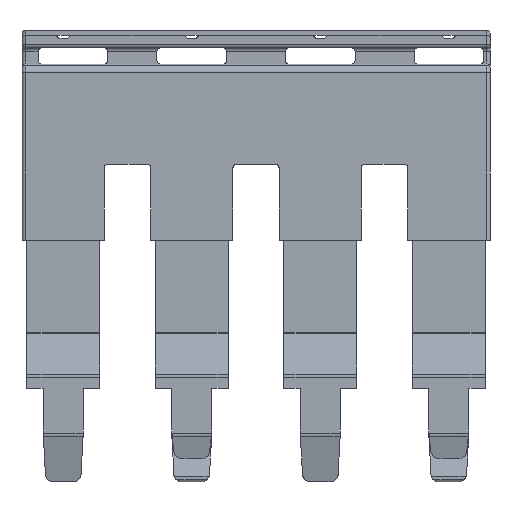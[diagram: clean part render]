
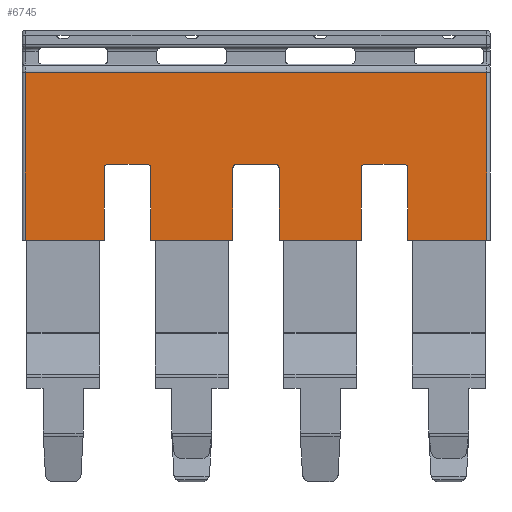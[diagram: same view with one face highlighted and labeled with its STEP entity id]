
A CAD part, front view. The second image highlights one B-rep face of the part: STEP entity #6745.
In plain terms, the highlighted planar face has unit normal (0, -1, 0).
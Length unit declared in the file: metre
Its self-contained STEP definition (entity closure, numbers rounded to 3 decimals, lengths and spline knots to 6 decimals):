
#155=CIRCLE('',#7272,0.0002);
#156=CIRCLE('',#7273,0.0002);
#157=CIRCLE('',#7274,0.0002);
#158=CIRCLE('',#7275,0.0002);
#159=CIRCLE('',#7276,0.0002);
#160=CIRCLE('',#7277,0.0002);
#576=FACE_OUTER_BOUND('',#944,.T.);
#944=EDGE_LOOP('',(#4969,#4970,#4971,#4972,#4973,#4974,#4975,#4976,#4977,
#4978,#4979,#4980,#4981,#4982,#4983,#4984,#4985,#4986,#4987,#4988,#4989,
#4990));
#1344=LINE('',#10125,#2042);
#1440=LINE('',#10492,#2138);
#1578=LINE('',#10980,#2276);
#1604=LINE('',#11061,#2302);
#1655=LINE('',#11171,#2353);
#1656=LINE('',#11175,#2354);
#1657=LINE('',#11176,#2355);
#1658=LINE('',#11178,#2356);
#1659=LINE('',#11182,#2357);
#1660=LINE('',#11185,#2358);
#1661=LINE('',#11187,#2359);
#1662=LINE('',#11191,#2360);
#1663=LINE('',#11194,#2361);
#1664=LINE('',#11196,#2362);
#1665=LINE('',#11200,#2363);
#1666=LINE('',#11203,#2364);
#2042=VECTOR('',#7921,0.0049);
#2138=VECTOR('',#8123,0.0051);
#2276=VECTOR('',#8441,0.0051);
#2302=VECTOR('',#8529,0.0049);
#2353=VECTOR('',#8638,0.02855);
#2354=VECTOR('',#8645,0.01038);
#2355=VECTOR('',#8646,0.01038);
#2356=VECTOR('',#8647,0.0045);
#2357=VECTOR('',#8650,0.00245);
#2358=VECTOR('',#8653,0.0045);
#2359=VECTOR('',#8654,0.0045);
#2360=VECTOR('',#8657,0.00245);
#2361=VECTOR('',#8660,0.0045);
#2362=VECTOR('',#8661,0.0045);
#2363=VECTOR('',#8664,0.00245);
#2364=VECTOR('',#8667,0.0045);
#2793=VERTEX_POINT('',#10122);
#2794=VERTEX_POINT('',#10124);
#2898=VERTEX_POINT('',#10486);
#2900=VERTEX_POINT('',#10490);
#3046=VERTEX_POINT('',#10974);
#3048=VERTEX_POINT('',#10978);
#3071=VERTEX_POINT('',#11059);
#3072=VERTEX_POINT('',#11060);
#3101=VERTEX_POINT('',#11169);
#3102=VERTEX_POINT('',#11170);
#3103=VERTEX_POINT('',#11177);
#3104=VERTEX_POINT('',#11179);
#3105=VERTEX_POINT('',#11181);
#3106=VERTEX_POINT('',#11183);
#3107=VERTEX_POINT('',#11186);
#3108=VERTEX_POINT('',#11188);
#3109=VERTEX_POINT('',#11190);
#3110=VERTEX_POINT('',#11192);
#3111=VERTEX_POINT('',#11195);
#3112=VERTEX_POINT('',#11197);
#3113=VERTEX_POINT('',#11199);
#3114=VERTEX_POINT('',#11201);
#3415=EDGE_CURVE('',#2793,#2794,#1344,.T.);
#3546=EDGE_CURVE('',#2900,#2898,#1440,.T.);
#3738=EDGE_CURVE('',#3048,#3046,#1578,.T.);
#3780=EDGE_CURVE('',#3071,#3072,#1604,.T.);
#3849=EDGE_CURVE('',#3101,#3102,#1655,.T.);
#3852=EDGE_CURVE('',#2793,#3101,#1656,.T.);
#3853=EDGE_CURVE('',#3102,#3072,#1657,.T.);
#3854=EDGE_CURVE('',#3071,#3103,#1658,.T.);
#3855=EDGE_CURVE('',#3103,#3104,#155,.T.);
#3856=EDGE_CURVE('',#3104,#3105,#1659,.T.);
#3857=EDGE_CURVE('',#3105,#3106,#156,.T.);
#3858=EDGE_CURVE('',#3106,#3046,#1660,.T.);
#3859=EDGE_CURVE('',#3048,#3107,#1661,.T.);
#3860=EDGE_CURVE('',#3107,#3108,#157,.T.);
#3861=EDGE_CURVE('',#3108,#3109,#1662,.T.);
#3862=EDGE_CURVE('',#3109,#3110,#158,.T.);
#3863=EDGE_CURVE('',#3110,#2898,#1663,.T.);
#3864=EDGE_CURVE('',#2900,#3111,#1664,.T.);
#3865=EDGE_CURVE('',#3111,#3112,#159,.T.);
#3866=EDGE_CURVE('',#3112,#3113,#1665,.T.);
#3867=EDGE_CURVE('',#3113,#3114,#160,.T.);
#3868=EDGE_CURVE('',#3114,#2794,#1666,.T.);
#4969=ORIENTED_EDGE('',*,*,#3415,.F.);
#4970=ORIENTED_EDGE('',*,*,#3852,.T.);
#4971=ORIENTED_EDGE('',*,*,#3849,.T.);
#4972=ORIENTED_EDGE('',*,*,#3853,.T.);
#4973=ORIENTED_EDGE('',*,*,#3780,.F.);
#4974=ORIENTED_EDGE('',*,*,#3854,.T.);
#4975=ORIENTED_EDGE('',*,*,#3855,.T.);
#4976=ORIENTED_EDGE('',*,*,#3856,.T.);
#4977=ORIENTED_EDGE('',*,*,#3857,.T.);
#4978=ORIENTED_EDGE('',*,*,#3858,.T.);
#4979=ORIENTED_EDGE('',*,*,#3738,.F.);
#4980=ORIENTED_EDGE('',*,*,#3859,.T.);
#4981=ORIENTED_EDGE('',*,*,#3860,.T.);
#4982=ORIENTED_EDGE('',*,*,#3861,.T.);
#4983=ORIENTED_EDGE('',*,*,#3862,.T.);
#4984=ORIENTED_EDGE('',*,*,#3863,.T.);
#4985=ORIENTED_EDGE('',*,*,#3546,.F.);
#4986=ORIENTED_EDGE('',*,*,#3864,.T.);
#4987=ORIENTED_EDGE('',*,*,#3865,.T.);
#4988=ORIENTED_EDGE('',*,*,#3866,.T.);
#4989=ORIENTED_EDGE('',*,*,#3867,.T.);
#4990=ORIENTED_EDGE('',*,*,#3868,.T.);
#6102=PLANE('',#7271);
#6745=ADVANCED_FACE('',(#576),#6102,.F.);
#7271=AXIS2_PLACEMENT_3D('',#11174,#8643,#8644);
#7272=AXIS2_PLACEMENT_3D('',#11180,#8648,#8649);
#7273=AXIS2_PLACEMENT_3D('',#11184,#8651,#8652);
#7274=AXIS2_PLACEMENT_3D('',#11189,#8655,#8656);
#7275=AXIS2_PLACEMENT_3D('',#11193,#8658,#8659);
#7276=AXIS2_PLACEMENT_3D('',#11198,#8662,#8663);
#7277=AXIS2_PLACEMENT_3D('',#11202,#8665,#8666);
#7921=DIRECTION('',(-1.,0.,0.));
#8123=DIRECTION('',(-1.,0.,0.));
#8441=DIRECTION('',(-1.,0.,0.));
#8529=DIRECTION('',(-1.,0.,0.));
#8638=DIRECTION('',(-1.,0.,0.));
#8643=DIRECTION('center_axis',(0.,1.,0.));
#8644=DIRECTION('ref_axis',(0.,0.,1.));
#8645=DIRECTION('',(0.,0.,1.));
#8646=DIRECTION('',(0.,0.,-1.));
#8647=DIRECTION('',(0.,0.,1.));
#8648=DIRECTION('center_axis',(0.,1.,0.));
#8649=DIRECTION('ref_axis',(0.,0.,1.));
#8650=DIRECTION('',(1.,0.,0.));
#8651=DIRECTION('center_axis',(0.,1.,0.));
#8652=DIRECTION('ref_axis',(0.,0.,1.));
#8653=DIRECTION('',(0.,0.,-1.));
#8654=DIRECTION('',(0.,0.,1.));
#8655=DIRECTION('center_axis',(0.,1.,0.));
#8656=DIRECTION('ref_axis',(0.,0.,1.));
#8657=DIRECTION('',(1.,0.,0.));
#8658=DIRECTION('center_axis',(0.,1.,0.));
#8659=DIRECTION('ref_axis',(0.,0.,1.));
#8660=DIRECTION('',(0.,0.,-1.));
#8661=DIRECTION('',(0.,0.,1.));
#8662=DIRECTION('center_axis',(0.,1.,0.));
#8663=DIRECTION('ref_axis',(0.,0.,1.));
#8664=DIRECTION('',(1.,0.,0.));
#8665=DIRECTION('center_axis',(0.,1.,0.));
#8666=DIRECTION('ref_axis',(0.,0.,1.));
#8667=DIRECTION('',(0.,0.,-1.));
#10122=CARTESIAN_POINT('',(-0.009575,-0.001,-0.00519));
#10124=CARTESIAN_POINT('',(-0.014475,-0.001,-0.00519));
#10125=CARTESIAN_POINT('',(-0.009575,-0.001,-0.00519));
#10486=CARTESIAN_POINT('',(-0.022425,-0.001,-0.00519));
#10490=CARTESIAN_POINT('',(-0.017325,-0.001,-0.00519));
#10492=CARTESIAN_POINT('',(-0.017325,-0.001,-0.00519));
#10974=CARTESIAN_POINT('',(-0.030375,-0.001,-0.00519));
#10978=CARTESIAN_POINT('',(-0.025275,-0.001,-0.00519));
#10980=CARTESIAN_POINT('',(-0.025275,-0.001,-0.00519));
#11059=CARTESIAN_POINT('',(-0.033225,-0.001,-0.00519));
#11060=CARTESIAN_POINT('',(-0.038125,-0.001,-0.00519));
#11061=CARTESIAN_POINT('',(-0.033225,-0.001,-0.00519));
#11169=CARTESIAN_POINT('',(-0.009575,-0.001,0.00519));
#11170=CARTESIAN_POINT('',(-0.038125,-0.001,0.00519));
#11171=CARTESIAN_POINT('',(-0.009575,-0.001,0.00519));
#11174=CARTESIAN_POINT('Origin',(0.038325,-0.001,-0.00519));
#11175=CARTESIAN_POINT('',(-0.009575,-0.001,-0.00519));
#11176=CARTESIAN_POINT('',(-0.038125,-0.001,0.00519));
#11177=CARTESIAN_POINT('',(-0.033225,-0.001,-0.00069));
#11178=CARTESIAN_POINT('',(-0.033225,-0.001,-0.00519));
#11179=CARTESIAN_POINT('',(-0.033025,-0.001,-0.00049));
#11180=CARTESIAN_POINT('Origin',(-0.033025,-0.001,-0.00069));
#11181=CARTESIAN_POINT('',(-0.030575,-0.001,-0.00049));
#11182=CARTESIAN_POINT('',(-0.033025,-0.001,-0.00049));
#11183=CARTESIAN_POINT('',(-0.030375,-0.001,-0.00069));
#11184=CARTESIAN_POINT('Origin',(-0.030575,-0.001,-0.00069));
#11185=CARTESIAN_POINT('',(-0.030375,-0.001,-0.00069));
#11186=CARTESIAN_POINT('',(-0.025275,-0.001,-0.00069));
#11187=CARTESIAN_POINT('',(-0.025275,-0.001,-0.00519));
#11188=CARTESIAN_POINT('',(-0.025075,-0.001,-0.00049));
#11189=CARTESIAN_POINT('Origin',(-0.025075,-0.001,-0.00069));
#11190=CARTESIAN_POINT('',(-0.022625,-0.001,-0.00049));
#11191=CARTESIAN_POINT('',(-0.025075,-0.001,-0.00049));
#11192=CARTESIAN_POINT('',(-0.022425,-0.001,-0.00069));
#11193=CARTESIAN_POINT('Origin',(-0.022625,-0.001,-0.00069));
#11194=CARTESIAN_POINT('',(-0.022425,-0.001,-0.00069));
#11195=CARTESIAN_POINT('',(-0.017325,-0.001,-0.00069));
#11196=CARTESIAN_POINT('',(-0.017325,-0.001,-0.00519));
#11197=CARTESIAN_POINT('',(-0.017125,-0.001,-0.00049));
#11198=CARTESIAN_POINT('Origin',(-0.017125,-0.001,-0.00069));
#11199=CARTESIAN_POINT('',(-0.014675,-0.001,-0.00049));
#11200=CARTESIAN_POINT('',(-0.017125,-0.001,-0.00049));
#11201=CARTESIAN_POINT('',(-0.014475,-0.001,-0.00069));
#11202=CARTESIAN_POINT('Origin',(-0.014675,-0.001,-0.00069));
#11203=CARTESIAN_POINT('',(-0.014475,-0.001,-0.00069));
